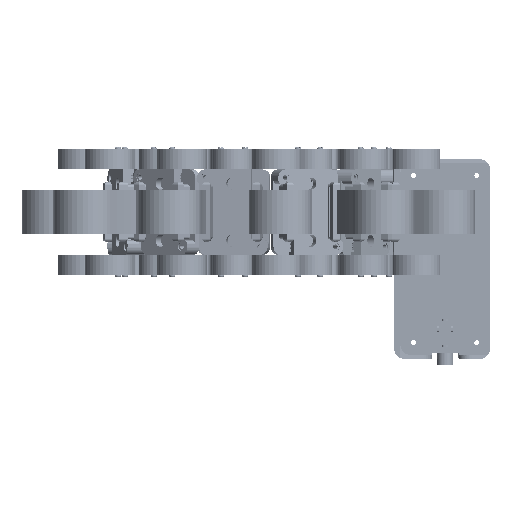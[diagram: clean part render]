
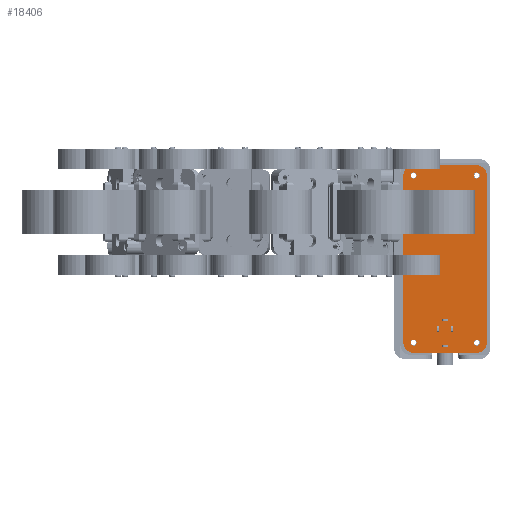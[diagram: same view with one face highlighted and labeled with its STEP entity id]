
A CAD part, left-side view. The second image highlights one B-rep face of the part: STEP entity #18406.
In plain terms, the highlighted face is planar.
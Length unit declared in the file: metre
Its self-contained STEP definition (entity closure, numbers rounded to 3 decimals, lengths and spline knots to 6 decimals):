
#2803=PLANE('',#20925);
#4062=LINE('',#30613,#5790);
#4067=LINE('',#30627,#5795);
#4071=LINE('',#30639,#5799);
#4075=LINE('',#30651,#5803);
#5790=VECTOR('',#24926,1.);
#5795=VECTOR('',#24939,1.);
#5799=VECTOR('',#24951,1.);
#5803=VECTOR('',#24963,1.);
#9477=ORIENTED_EDGE('',*,*,#12581,.F.);
#9478=ORIENTED_EDGE('',*,*,#12579,.F.);
#9479=ORIENTED_EDGE('',*,*,#12577,.F.);
#9480=ORIENTED_EDGE('',*,*,#12575,.F.);
#9481=ORIENTED_EDGE('',*,*,#12555,.T.);
#9482=ORIENTED_EDGE('',*,*,#12559,.T.);
#9483=ORIENTED_EDGE('',*,*,#12562,.F.);
#9484=ORIENTED_EDGE('',*,*,#12565,.T.);
#9485=ORIENTED_EDGE('',*,*,#12568,.F.);
#9486=ORIENTED_EDGE('',*,*,#12571,.T.);
#9487=ORIENTED_EDGE('',*,*,#12574,.T.);
#9488=ORIENTED_EDGE('',*,*,#12584,.T.);
#12555=EDGE_CURVE('',#14369,#14368,#4062,.T.);
#12559=EDGE_CURVE('',#14368,#14371,#15391,.T.);
#12562=EDGE_CURVE('',#14373,#14371,#4067,.T.);
#12565=EDGE_CURVE('',#14373,#14375,#15393,.T.);
#12568=EDGE_CURVE('',#14377,#14375,#4071,.T.);
#12571=EDGE_CURVE('',#14377,#14379,#15395,.T.);
#12574=EDGE_CURVE('',#14379,#14381,#4075,.T.);
#12575=EDGE_CURVE('',#14382,#14382,#15396,.T.);
#12577=EDGE_CURVE('',#14384,#14384,#15398,.T.);
#12579=EDGE_CURVE('',#14386,#14386,#15400,.T.);
#12581=EDGE_CURVE('',#14388,#14388,#15402,.T.);
#12584=EDGE_CURVE('',#14381,#14369,#15405,.T.);
#14368=VERTEX_POINT('',#30612);
#14369=VERTEX_POINT('',#30614);
#14371=VERTEX_POINT('',#30620);
#14373=VERTEX_POINT('',#30626);
#14375=VERTEX_POINT('',#30632);
#14377=VERTEX_POINT('',#30638);
#14379=VERTEX_POINT('',#30644);
#14381=VERTEX_POINT('',#30650);
#14382=VERTEX_POINT('',#30654);
#14384=VERTEX_POINT('',#30659);
#14386=VERTEX_POINT('',#30664);
#14388=VERTEX_POINT('',#30669);
#15391=CIRCLE('',#20900,0.0025);
#15393=CIRCLE('',#20904,0.0025);
#15395=CIRCLE('',#20908,0.0025);
#15396=CIRCLE('',#20911,0.00075);
#15398=CIRCLE('',#20914,0.00075);
#15400=CIRCLE('',#20917,0.00075);
#15402=CIRCLE('',#20920,0.00075);
#15405=CIRCLE('',#20924,0.0025);
#16146=EDGE_LOOP('',(#9477));
#16147=EDGE_LOOP('',(#9478));
#16148=EDGE_LOOP('',(#9479));
#16149=EDGE_LOOP('',(#9480));
#16150=EDGE_LOOP('',(#9481,#9482,#9483,#9484,#9485,#9486,#9487,#9488));
#17229=FACE_BOUND('',#16146,.T.);
#17230=FACE_BOUND('',#16147,.T.);
#17231=FACE_BOUND('',#16148,.T.);
#17232=FACE_BOUND('',#16149,.T.);
#17233=FACE_BOUND('',#16150,.T.);
#18406=ADVANCED_FACE('',(#17229,#17230,#17231,#17232,#17233),#2803,.T.);
#20900=AXIS2_PLACEMENT_3D('',#30621,#24933,#24934);
#20904=AXIS2_PLACEMENT_3D('',#30633,#24945,#24946);
#20908=AXIS2_PLACEMENT_3D('',#30645,#24957,#24958);
#20911=AXIS2_PLACEMENT_3D('',#30653,#24966,#24967);
#20914=AXIS2_PLACEMENT_3D('',#30658,#24972,#24973);
#20917=AXIS2_PLACEMENT_3D('',#30663,#24978,#24979);
#20920=AXIS2_PLACEMENT_3D('',#30668,#24984,#24985);
#20924=AXIS2_PLACEMENT_3D('',#30674,#24992,#24993);
#20925=AXIS2_PLACEMENT_3D('',#30675,#24994,#24995);
#24926=DIRECTION('',(0.,1.,0.));
#24933=DIRECTION('',(0.,0.,1.));
#24934=DIRECTION('',(1.,0.,0.));
#24939=DIRECTION('',(1.,0.,0.));
#24945=DIRECTION('',(0.,0.,1.));
#24946=DIRECTION('',(1.,0.,0.));
#24951=DIRECTION('',(0.,1.,0.));
#24957=DIRECTION('',(0.,0.,1.));
#24958=DIRECTION('',(1.,0.,0.));
#24963=DIRECTION('',(1.,0.,0.));
#24966=DIRECTION('',(0.,0.,1.));
#24967=DIRECTION('',(1.,0.,0.));
#24972=DIRECTION('',(0.,0.,1.));
#24973=DIRECTION('',(1.,0.,0.));
#24978=DIRECTION('',(0.,0.,1.));
#24979=DIRECTION('',(1.,0.,0.));
#24984=DIRECTION('',(0.,0.,1.));
#24985=DIRECTION('',(1.,0.,0.));
#24992=DIRECTION('',(0.,0.,1.));
#24993=DIRECTION('',(1.,0.,0.));
#24994=DIRECTION('',(0.,0.,1.));
#24995=DIRECTION('',(1.,0.,0.));
#30612=CARTESIAN_POINT('',(0.01025,0.0205,0.0016));
#30613=CARTESIAN_POINT('',(0.01025,0.,0.0016));
#30614=CARTESIAN_POINT('',(0.01025,-0.0205,0.0016));
#30620=CARTESIAN_POINT('',(0.00775,0.023,0.0016));
#30621=CARTESIAN_POINT('',(0.00775,0.0205,0.0016));
#30626=CARTESIAN_POINT('',(-0.00775,0.023,0.0016));
#30627=CARTESIAN_POINT('',(0.,0.023,0.0016));
#30632=CARTESIAN_POINT('',(-0.01025,0.0205,0.0016));
#30633=CARTESIAN_POINT('',(-0.00775,0.0205,0.0016));
#30638=CARTESIAN_POINT('',(-0.01025,-0.0205,0.0016));
#30639=CARTESIAN_POINT('',(-0.01025,0.,0.0016));
#30644=CARTESIAN_POINT('',(-0.00775,-0.023,0.0016));
#30645=CARTESIAN_POINT('',(-0.00775,-0.0205,0.0016));
#30650=CARTESIAN_POINT('',(0.00775,-0.023,0.0016));
#30651=CARTESIAN_POINT('',(0.,-0.023,0.0016));
#30653=CARTESIAN_POINT('',(-0.00775,0.0205,0.0016));
#30654=CARTESIAN_POINT('',(-0.007,0.0205,0.0016));
#30658=CARTESIAN_POINT('',(0.00775,0.0205,0.0016));
#30659=CARTESIAN_POINT('',(0.0085,0.0205,0.0016));
#30663=CARTESIAN_POINT('',(0.00775,-0.0205,0.0016));
#30664=CARTESIAN_POINT('',(0.0085,-0.0205,0.0016));
#30668=CARTESIAN_POINT('',(-0.00775,-0.0205,0.0016));
#30669=CARTESIAN_POINT('',(-0.007,-0.0205,0.0016));
#30674=CARTESIAN_POINT('',(0.00775,-0.0205,0.0016));
#30675=CARTESIAN_POINT('',(0.,0.,0.0016));
